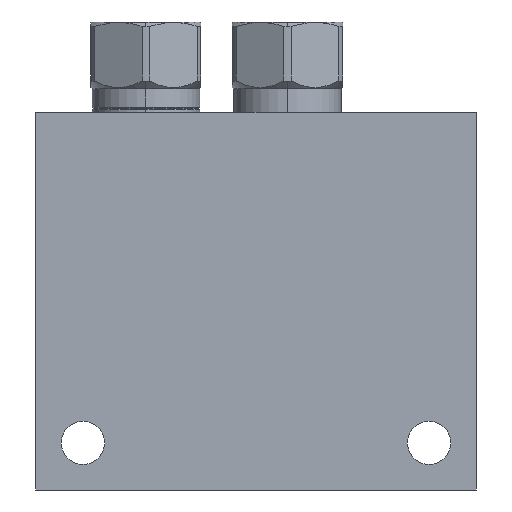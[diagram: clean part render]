
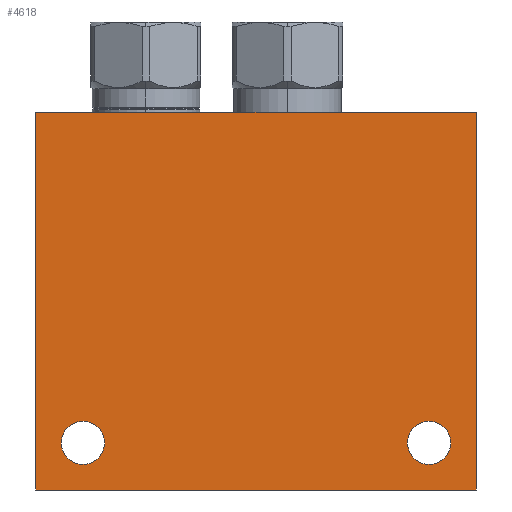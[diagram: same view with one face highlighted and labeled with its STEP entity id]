
A CAD part, front view. The second image highlights one B-rep face of the part: STEP entity #4618.
In plain terms, the highlighted planar face has unit normal (0, -1, 0).
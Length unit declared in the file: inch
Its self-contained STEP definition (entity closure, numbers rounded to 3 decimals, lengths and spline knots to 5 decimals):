
#5=DIRECTION('',(1.,0.,0.));
#6=VECTOR('',#5,3.5);
#7=CARTESIAN_POINT('',(0.,-3.,0.));
#8=LINE('',#7,#6);
#75=DIRECTION('',(0.,0.,1.));
#76=VECTOR('',#75,3.);
#77=CARTESIAN_POINT('',(3.5,-3.,0.));
#78=LINE('',#77,#76);
#119=DIRECTION('',(0.,0.,1.));
#120=VECTOR('',#119,3.);
#121=CARTESIAN_POINT('',(0.,-3.,0.));
#122=LINE('',#121,#120);
#123=CARTESIAN_POINT('',(0.375,-3.,0.375));
#124=DIRECTION('',(0.,1.,0.));
#125=DIRECTION('',(0.,0.,-1.));
#126=AXIS2_PLACEMENT_3D('',#123,#124,#125);
#128=CARTESIAN_POINT('',(0.375,-3.,0.375));
#129=DIRECTION('',(0.,1.,0.));
#130=DIRECTION('',(0.,0.,1.));
#131=AXIS2_PLACEMENT_3D('',#128,#129,#130);
#133=CARTESIAN_POINT('',(3.125,-3.,0.375));
#134=DIRECTION('',(0.,1.,0.));
#135=DIRECTION('',(0.,0.,-1.));
#136=AXIS2_PLACEMENT_3D('',#133,#134,#135);
#138=CARTESIAN_POINT('',(3.125,-3.,0.375));
#139=DIRECTION('',(0.,1.,0.));
#140=DIRECTION('',(0.,0.,1.));
#141=AXIS2_PLACEMENT_3D('',#138,#139,#140);
#155=DIRECTION('',(1.,0.,0.));
#156=VECTOR('',#155,3.5);
#157=CARTESIAN_POINT('',(0.,-3.,3.));
#158=LINE('',#157,#156);
#3933=CARTESIAN_POINT('',(0.,-3.,0.));
#3935=VERTEX_POINT('',#3933);
#3936=CARTESIAN_POINT('',(3.5,-3.,0.));
#3937=VERTEX_POINT('',#3936);
#3941=CARTESIAN_POINT('',(0.,-3.,3.));
#3943=VERTEX_POINT('',#3941);
#3944=CARTESIAN_POINT('',(3.5,-3.,3.));
#3945=VERTEX_POINT('',#3944);
#4415=CARTESIAN_POINT('',(0.375,-3.,0.203));
#4416=CARTESIAN_POINT('',(0.375,-3.,0.547));
#4417=VERTEX_POINT('',#4415);
#4418=VERTEX_POINT('',#4416);
#4427=CARTESIAN_POINT('',(3.125,-3.,0.203));
#4428=CARTESIAN_POINT('',(3.125,-3.,0.547));
#4429=VERTEX_POINT('',#4427);
#4430=VERTEX_POINT('',#4428);
#4594=CARTESIAN_POINT('',(0.,-3.,0.));
#4595=DIRECTION('',(0.,-1.,0.));
#4596=DIRECTION('',(1.,0.,0.));
#4597=AXIS2_PLACEMENT_3D('',#4594,#4595,#4596);
#4598=PLANE('',#4597);
#4599=ORIENTED_EDGE('',*,*,#4488,.F.);
#4600=ORIENTED_EDGE('',*,*,#4513,.T.);
#4602=ORIENTED_EDGE('',*,*,#4601,.T.);
#4603=ORIENTED_EDGE('',*,*,#4562,.F.);
#4604=EDGE_LOOP('',(#4599,#4600,#4602,#4603));
#4605=FACE_OUTER_BOUND('',#4604,.F.);
#4607=ORIENTED_EDGE('',*,*,#4606,.F.);
#4609=ORIENTED_EDGE('',*,*,#4608,.F.);
#4610=EDGE_LOOP('',(#4607,#4609));
#4611=FACE_BOUND('',#4610,.F.);
#4613=ORIENTED_EDGE('',*,*,#4612,.F.);
#4615=ORIENTED_EDGE('',*,*,#4614,.F.);
#4616=EDGE_LOOP('',(#4613,#4615));
#4617=FACE_BOUND('',#4616,.F.);
#4618=ADVANCED_FACE('',(#4605,#4611,#4617),#4598,.T.);
#127=CIRCLE('',#126,0.172);
#132=CIRCLE('',#131,0.172);
#137=CIRCLE('',#136,0.172);
#142=CIRCLE('',#141,0.172);
#4488=EDGE_CURVE('',#3935,#3937,#8,.T.);
#4513=EDGE_CURVE('',#3935,#3943,#122,.T.);
#4562=EDGE_CURVE('',#3937,#3945,#78,.T.);
#4601=EDGE_CURVE('',#3943,#3945,#158,.T.);
#4606=EDGE_CURVE('',#4417,#4418,#127,.T.);
#4608=EDGE_CURVE('',#4418,#4417,#132,.T.);
#4612=EDGE_CURVE('',#4429,#4430,#137,.T.);
#4614=EDGE_CURVE('',#4430,#4429,#142,.T.);
